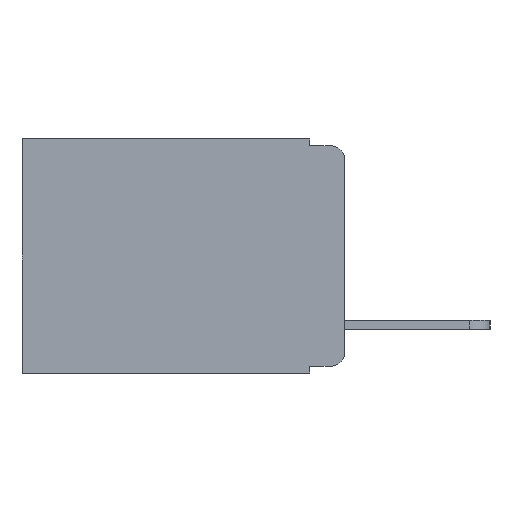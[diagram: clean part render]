
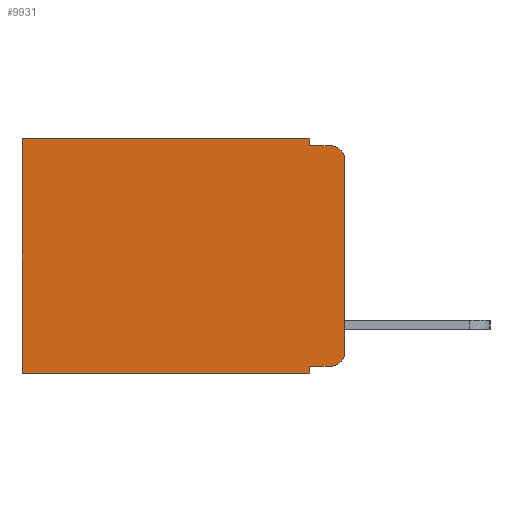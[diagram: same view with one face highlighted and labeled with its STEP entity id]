
A CAD part, left-side view. The second image highlights one B-rep face of the part: STEP entity #9931.
In plain terms, the highlighted planar face has unit normal (-1, 0, 0).
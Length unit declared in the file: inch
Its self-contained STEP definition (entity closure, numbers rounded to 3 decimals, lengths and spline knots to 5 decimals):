
#348 = VERTEX_POINT ( 'NONE', #1490 ) ;
#462 = ORIENTED_EDGE ( 'NONE', *, *, #13376, .F. ) ;
#505 = CARTESIAN_POINT ( 'NONE',  ( 0.298, 0., 0. ) ) ;
#520 = VERTEX_POINT ( 'NONE', #9237 ) ;
#680 = CARTESIAN_POINT ( 'NONE',  ( 0.298, 0., 0. ) ) ;
#927 = VERTEX_POINT ( 'NONE', #11083 ) ;
#944 = CARTESIAN_POINT ( 'NONE',  ( 0.298, 0.02, -0.313 ) ) ;
#983 = LINE ( 'NONE', #505, #1634 ) ;
#1182 = CARTESIAN_POINT ( 'NONE',  ( 0.298, 0.051, 0. ) ) ;
#1433 = CARTESIAN_POINT ( 'NONE',  ( 0.298, 0.051, 0. ) ) ;
#1459 = DIRECTION ( 'NONE',  ( 0., -1., 0. ) ) ;
#1486 = DIRECTION ( 'NONE',  ( 0., 0., -1. ) ) ;
#1490 = CARTESIAN_POINT ( 'NONE',  ( 0.298, 0.051, -0.343 ) ) ;
#1564 = LINE ( 'NONE', #9027, #9553 ) ;
#1634 = VECTOR ( 'NONE', #1486, 39.37008 ) ;
#1784 = AXIS2_PLACEMENT_3D ( 'NONE', #12841, #2063, #4340 ) ;
#1839 = CARTESIAN_POINT ( 'NONE',  ( 0.298, 0.051, -0.01 ) ) ;
#1864 = AXIS2_PLACEMENT_3D ( 'NONE', #944, #2009, #9454 ) ;
#2009 = DIRECTION ( 'NONE',  ( -1., 0., 0. ) ) ;
#2063 = DIRECTION ( 'NONE',  ( -1., 0., 0. ) ) ;
#2210 = ORIENTED_EDGE ( 'NONE', *, *, #11062, .T. ) ;
#2277 = VERTEX_POINT ( 'NONE', #9524 ) ;
#2744 = LINE ( 'NONE', #1433, #8727 ) ;
#2828 = DIRECTION ( 'NONE',  ( 1., 0., 0. ) ) ;
#2985 = ORIENTED_EDGE ( 'NONE', *, *, #11584, .F. ) ;
#3138 = LINE ( 'NONE', #9346, #11276 ) ;
#3183 = EDGE_CURVE ( 'NONE', #13090, #8781, #7952, .T. ) ;
#3401 = CIRCLE ( 'NONE', #1784, 0.02 ) ;
#3504 = EDGE_CURVE ( 'NONE', #348, #927, #3138, .T. ) ;
#3697 = ORIENTED_EDGE ( 'NONE', *, *, #9771, .F. ) ;
#3753 = VECTOR ( 'NONE', #8178, 39.37008 ) ;
#4194 = DIRECTION ( 'NONE',  ( 0., 1., 0. ) ) ;
#4245 = AXIS2_PLACEMENT_3D ( 'NONE', #680, #2828, #10249 ) ;
#4340 = DIRECTION ( 'NONE',  ( 0., 0., -1. ) ) ;
#4466 = VECTOR ( 'NONE', #12811, 39.37008 ) ;
#4865 = DIRECTION ( 'NONE',  ( 0., -1., 0. ) ) ;
#5201 = EDGE_CURVE ( 'NONE', #13002, #2277, #1564, .T. ) ;
#5256 = LINE ( 'NONE', #12082, #7563 ) ;
#5421 = EDGE_CURVE ( 'NONE', #7070, #520, #3401, .T. ) ;
#5766 = DIRECTION ( 'NONE',  ( 0., 0., -1. ) ) ;
#5872 = CARTESIAN_POINT ( 'NONE',  ( 0.298, 0.473, 0. ) ) ;
#6012 = ORIENTED_EDGE ( 'NONE', *, *, #12139, .T. ) ;
#6035 = VERTEX_POINT ( 'NONE', #9537 ) ;
#6353 = ORIENTED_EDGE ( 'NONE', *, *, #12857, .T. ) ;
#6449 = ORIENTED_EDGE ( 'NONE', *, *, #3504, .F. ) ;
#6462 = EDGE_LOOP ( 'NONE', ( #3697, #7162, #462, #12523, #6353, #2210, #6449, #2985, #11484, #6012 ) ) ;
#7070 = VERTEX_POINT ( 'NONE', #11999 ) ;
#7162 = ORIENTED_EDGE ( 'NONE', *, *, #5421, .T. ) ;
#7238 = CARTESIAN_POINT ( 'NONE',  ( 0.298, 0.051, 0. ) ) ;
#7563 = VECTOR ( 'NONE', #1459, 39.37008 ) ;
#7861 = CARTESIAN_POINT ( 'NONE',  ( 0.298, 0., -0.313 ) ) ;
#7952 = LINE ( 'NONE', #7238, #4466 ) ;
#7973 = VERTEX_POINT ( 'NONE', #7861 ) ;
#8178 = DIRECTION ( 'NONE',  ( 0., 1., 0. ) ) ;
#8411 = LINE ( 'NONE', #5872, #12723 ) ;
#8727 = VECTOR ( 'NONE', #5766, 39.37008 ) ;
#8781 = VERTEX_POINT ( 'NONE', #1839 ) ;
#9027 = CARTESIAN_POINT ( 'NONE',  ( 0.298, 0.051, -0.333 ) ) ;
#9237 = CARTESIAN_POINT ( 'NONE',  ( 0.298, 0.02, -0.01 ) ) ;
#9346 = CARTESIAN_POINT ( 'NONE',  ( 0.298, 0., -0.343 ) ) ;
#9454 = DIRECTION ( 'NONE',  ( 0., 0., -1. ) ) ;
#9524 = CARTESIAN_POINT ( 'NONE',  ( 0.298, 0.02, -0.333 ) ) ;
#9537 = CARTESIAN_POINT ( 'NONE',  ( 0.298, 0.473, 0. ) ) ;
#9553 = VECTOR ( 'NONE', #4865, 39.37008 ) ;
#9771 = EDGE_CURVE ( 'NONE', #7070, #7973, #983, .T. ) ;
#9931 = ADVANCED_FACE ( 'NONE', ( #10792 ), #10300, .F. ) ;
#10249 = DIRECTION ( 'NONE',  ( 0., 0., -1. ) ) ;
#10300 = PLANE ( 'NONE',  #4245 ) ;
#10528 = CARTESIAN_POINT ( 'NONE',  ( 0.298, 0.051, -0.333 ) ) ;
#10792 = FACE_OUTER_BOUND ( 'NONE', #6462, .T. ) ;
#11062 = EDGE_CURVE ( 'NONE', #6035, #927, #8411, .T. ) ;
#11083 = CARTESIAN_POINT ( 'NONE',  ( 0.298, 0.473, -0.343 ) ) ;
#11109 = DIRECTION ( 'NONE',  ( 0., 0., -1. ) ) ;
#11276 = VECTOR ( 'NONE', #4194, 39.37008 ) ;
#11484 = ORIENTED_EDGE ( 'NONE', *, *, #5201, .T. ) ;
#11584 = EDGE_CURVE ( 'NONE', #13002, #348, #2744, .T. ) ;
#11999 = CARTESIAN_POINT ( 'NONE',  ( 0.298, 0., -0.03 ) ) ;
#12082 = CARTESIAN_POINT ( 'NONE',  ( 0.298, 0.051, -0.01 ) ) ;
#12139 = EDGE_CURVE ( 'NONE', #2277, #7973, #13624, .T. ) ;
#12523 = ORIENTED_EDGE ( 'NONE', *, *, #3183, .F. ) ;
#12611 = CARTESIAN_POINT ( 'NONE',  ( 0.298, 0., 0. ) ) ;
#12723 = VECTOR ( 'NONE', #11109, 39.37008 ) ;
#12811 = DIRECTION ( 'NONE',  ( 0., 0., -1. ) ) ;
#12841 = CARTESIAN_POINT ( 'NONE',  ( 0.298, 0.02, -0.03 ) ) ;
#12857 = EDGE_CURVE ( 'NONE', #13090, #6035, #13225, .T. ) ;
#13002 = VERTEX_POINT ( 'NONE', #10528 ) ;
#13090 = VERTEX_POINT ( 'NONE', #1182 ) ;
#13225 = LINE ( 'NONE', #12611, #3753 ) ;
#13376 = EDGE_CURVE ( 'NONE', #8781, #520, #5256, .T. ) ;
#13624 = CIRCLE ( 'NONE', #1864, 0.02 ) ;
